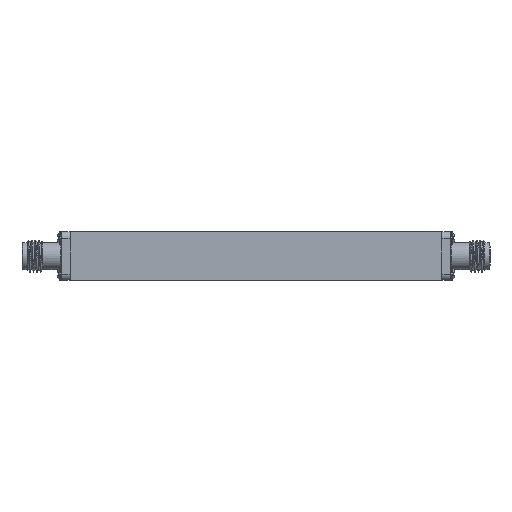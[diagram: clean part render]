
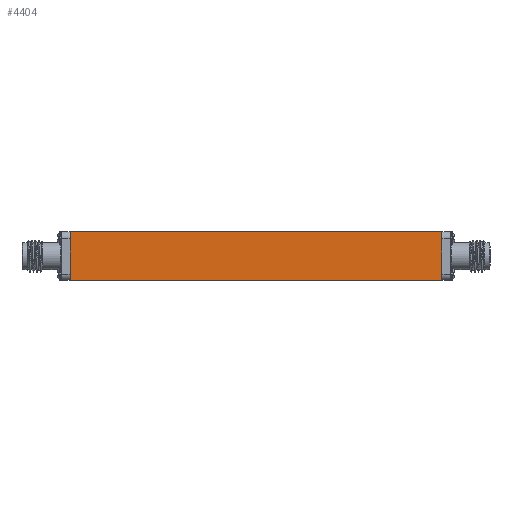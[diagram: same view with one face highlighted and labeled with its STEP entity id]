
A CAD part, front view. The second image highlights one B-rep face of the part: STEP entity #4404.
In plain terms, the highlighted planar face has unit normal (0, -1, 0).
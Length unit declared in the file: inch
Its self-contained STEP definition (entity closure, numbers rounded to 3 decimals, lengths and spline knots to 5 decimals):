
#1438 = ORIENTED_EDGE ( 'NONE', *, *, #10901, .T. ) ;
#4404 = ADVANCED_FACE ( 'NONE', ( #44719 ), #6607, .F. ) ;
#6607 = PLANE ( 'NONE',  #44988 ) ;
#7032 = DIRECTION ( 'NONE',  ( 0., 0., -1. ) ) ;
#7283 = CARTESIAN_POINT ( 'NONE',  ( 1.45, -0.34, -0.19 ) ) ;
#7506 = DIRECTION ( 'NONE',  ( 1., 0., 0. ) ) ;
#9554 = EDGE_CURVE ( 'NONE', #47392, #26027, #53700, .T. ) ;
#10659 = LINE ( 'NONE', #19815, #42261 ) ;
#10901 = EDGE_CURVE ( 'NONE', #49048, #50946, #10659, .T. ) ;
#11834 = EDGE_CURVE ( 'NONE', #47392, #49048, #27627, .T. ) ;
#12241 = CARTESIAN_POINT ( 'NONE',  ( -1.45, -0.34, 0.19 ) ) ;
#13373 = ORIENTED_EDGE ( 'NONE', *, *, #11834, .T. ) ;
#15234 = DIRECTION ( 'NONE',  ( 1., 0., 0. ) ) ;
#15327 = CARTESIAN_POINT ( 'NONE',  ( -1.45, -0.34, -0.19 ) ) ;
#18765 = ORIENTED_EDGE ( 'NONE', *, *, #9554, .F. ) ;
#19815 = CARTESIAN_POINT ( 'NONE',  ( -1.45, -0.34, -0.19 ) ) ;
#23296 = CARTESIAN_POINT ( 'NONE',  ( 1.45, -0.34, 0.19 ) ) ;
#23583 = CARTESIAN_POINT ( 'NONE',  ( -1.45, -0.34, 0.19 ) ) ;
#23955 = CARTESIAN_POINT ( 'NONE',  ( -1.45, -0.34, 0.19 ) ) ;
#26027 = VERTEX_POINT ( 'NONE', #44062 ) ;
#26238 = VECTOR ( 'NONE', #36092, 39.37008 ) ;
#27627 = LINE ( 'NONE', #49599, #38558 ) ;
#28160 = DIRECTION ( 'NONE',  ( 1., 0., 0. ) ) ;
#35547 = ORIENTED_EDGE ( 'NONE', *, *, #50539, .F. ) ;
#36092 = DIRECTION ( 'NONE',  ( 0., 0., -1. ) ) ;
#36439 = EDGE_LOOP ( 'NONE', ( #1438, #35547, #18765, #13373 ) ) ;
#38558 = VECTOR ( 'NONE', #7032, 39.37008 ) ;
#42261 = VECTOR ( 'NONE', #28160, 39.37008 ) ;
#44062 = CARTESIAN_POINT ( 'NONE',  ( 1.45, -0.34, 0.19 ) ) ;
#44719 = FACE_OUTER_BOUND ( 'NONE', #36439, .T. ) ;
#44988 = AXIS2_PLACEMENT_3D ( 'NONE', #23583, #53362, #15234 ) ;
#47392 = VERTEX_POINT ( 'NONE', #23955 ) ;
#48069 = LINE ( 'NONE', #23296, #26238 ) ;
#48740 = VECTOR ( 'NONE', #7506, 39.37008 ) ;
#49048 = VERTEX_POINT ( 'NONE', #15327 ) ;
#49599 = CARTESIAN_POINT ( 'NONE',  ( -1.45, -0.34, 0.19 ) ) ;
#50539 = EDGE_CURVE ( 'NONE', #26027, #50946, #48069, .T. ) ;
#50946 = VERTEX_POINT ( 'NONE', #7283 ) ;
#53362 = DIRECTION ( 'NONE',  ( 0., 1., 0. ) ) ;
#53700 = LINE ( 'NONE', #12241, #48740 ) ;
